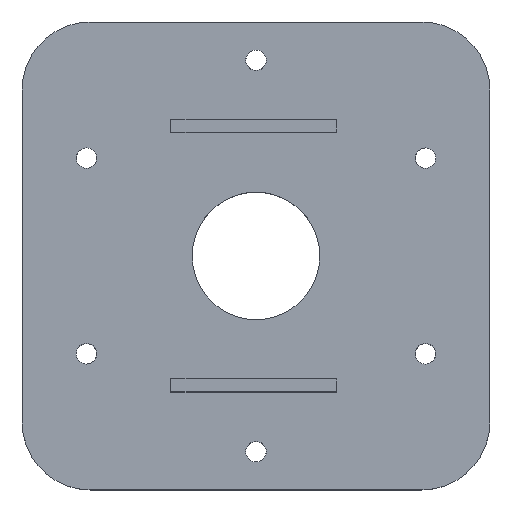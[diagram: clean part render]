
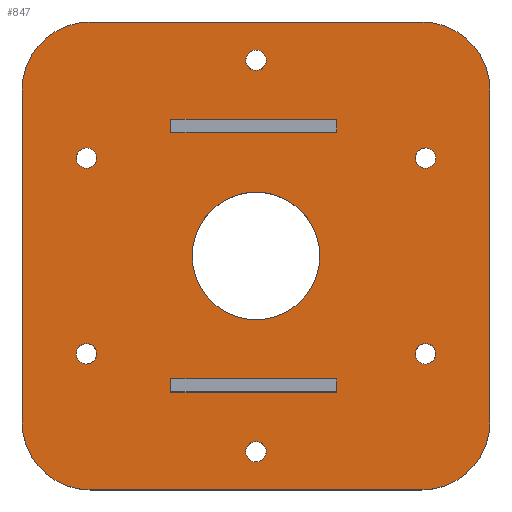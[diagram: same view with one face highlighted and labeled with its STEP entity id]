
A CAD part, top view. The second image highlights one B-rep face of the part: STEP entity #847.
In plain terms, the highlighted planar face has unit normal (0, 0, 1).
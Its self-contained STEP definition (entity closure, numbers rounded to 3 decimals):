
#16=FACE_BOUND('',#105,.T.);
#17=FACE_BOUND('',#106,.T.);
#18=FACE_BOUND('',#107,.T.);
#19=FACE_BOUND('',#108,.T.);
#20=FACE_BOUND('',#109,.T.);
#21=FACE_BOUND('',#110,.T.);
#22=FACE_BOUND('',#111,.T.);
#23=FACE_BOUND('',#112,.T.);
#24=FACE_BOUND('',#113,.T.);
#40=PLANE('',#929);
#61=FACE_OUTER_BOUND('',#104,.T.);
#104=EDGE_LOOP('',(#609,#610,#611,#612,#613,#614,#615,#616));
#105=EDGE_LOOP('',(#617));
#106=EDGE_LOOP('',(#618));
#107=EDGE_LOOP('',(#619));
#108=EDGE_LOOP('',(#620,#621,#622,#623));
#109=EDGE_LOOP('',(#624,#625,#626,#627));
#110=EDGE_LOOP('',(#628));
#111=EDGE_LOOP('',(#629));
#112=EDGE_LOOP('',(#630));
#113=EDGE_LOOP('',(#631));
#166=CIRCLE('',#901,1.2);
#191=CIRCLE('',#930,8.);
#192=CIRCLE('',#931,8.);
#193=CIRCLE('',#932,8.);
#194=CIRCLE('',#933,8.);
#195=CIRCLE('',#934,1.2);
#196=CIRCLE('',#935,1.2);
#197=CIRCLE('',#936,7.5);
#198=CIRCLE('',#937,1.2);
#199=CIRCLE('',#938,1.2);
#200=CIRCLE('',#939,1.2);
#234=LINE('',#1349,#300);
#235=LINE('',#1353,#301);
#236=LINE('',#1357,#302);
#237=LINE('',#1360,#303);
#238=LINE('',#1369,#304);
#239=LINE('',#1371,#305);
#240=LINE('',#1373,#306);
#241=LINE('',#1374,#307);
#242=LINE('',#1377,#308);
#243=LINE('',#1379,#309);
#244=LINE('',#1381,#310);
#245=LINE('',#1382,#311);
#300=VECTOR('',#1076,10.);
#301=VECTOR('',#1079,10.);
#302=VECTOR('',#1082,10.);
#303=VECTOR('',#1085,10.);
#304=VECTOR('',#1092,10.);
#305=VECTOR('',#1093,10.);
#306=VECTOR('',#1094,10.);
#307=VECTOR('',#1095,10.);
#308=VECTOR('',#1096,10.);
#309=VECTOR('',#1097,10.);
#310=VECTOR('',#1098,10.);
#311=VECTOR('',#1099,10.);
#360=VERTEX_POINT('',#1280);
#388=VERTEX_POINT('',#1345);
#389=VERTEX_POINT('',#1346);
#390=VERTEX_POINT('',#1348);
#391=VERTEX_POINT('',#1350);
#392=VERTEX_POINT('',#1352);
#393=VERTEX_POINT('',#1354);
#394=VERTEX_POINT('',#1356);
#395=VERTEX_POINT('',#1358);
#396=VERTEX_POINT('',#1361);
#397=VERTEX_POINT('',#1363);
#398=VERTEX_POINT('',#1365);
#399=VERTEX_POINT('',#1367);
#400=VERTEX_POINT('',#1368);
#401=VERTEX_POINT('',#1370);
#402=VERTEX_POINT('',#1372);
#403=VERTEX_POINT('',#1375);
#404=VERTEX_POINT('',#1376);
#405=VERTEX_POINT('',#1378);
#406=VERTEX_POINT('',#1380);
#407=VERTEX_POINT('',#1383);
#408=VERTEX_POINT('',#1385);
#409=VERTEX_POINT('',#1387);
#444=EDGE_CURVE('',#360,#360,#166,.T.);
#476=EDGE_CURVE('',#388,#389,#191,.T.);
#477=EDGE_CURVE('',#390,#388,#234,.T.);
#478=EDGE_CURVE('',#391,#390,#192,.T.);
#479=EDGE_CURVE('',#392,#391,#235,.T.);
#480=EDGE_CURVE('',#393,#392,#193,.T.);
#481=EDGE_CURVE('',#394,#393,#236,.T.);
#482=EDGE_CURVE('',#395,#394,#194,.T.);
#483=EDGE_CURVE('',#389,#395,#237,.T.);
#484=EDGE_CURVE('',#396,#396,#195,.T.);
#485=EDGE_CURVE('',#397,#397,#196,.T.);
#486=EDGE_CURVE('',#398,#398,#197,.T.);
#487=EDGE_CURVE('',#399,#400,#238,.T.);
#488=EDGE_CURVE('',#400,#401,#239,.T.);
#489=EDGE_CURVE('',#401,#402,#240,.T.);
#490=EDGE_CURVE('',#402,#399,#241,.T.);
#491=EDGE_CURVE('',#403,#404,#242,.T.);
#492=EDGE_CURVE('',#404,#405,#243,.T.);
#493=EDGE_CURVE('',#405,#406,#244,.T.);
#494=EDGE_CURVE('',#406,#403,#245,.T.);
#495=EDGE_CURVE('',#407,#407,#198,.T.);
#496=EDGE_CURVE('',#408,#408,#199,.T.);
#497=EDGE_CURVE('',#409,#409,#200,.T.);
#609=ORIENTED_EDGE('',*,*,#476,.F.);
#610=ORIENTED_EDGE('',*,*,#477,.F.);
#611=ORIENTED_EDGE('',*,*,#478,.F.);
#612=ORIENTED_EDGE('',*,*,#479,.F.);
#613=ORIENTED_EDGE('',*,*,#480,.F.);
#614=ORIENTED_EDGE('',*,*,#481,.F.);
#615=ORIENTED_EDGE('',*,*,#482,.F.);
#616=ORIENTED_EDGE('',*,*,#483,.F.);
#617=ORIENTED_EDGE('',*,*,#484,.F.);
#618=ORIENTED_EDGE('',*,*,#485,.F.);
#619=ORIENTED_EDGE('',*,*,#486,.T.);
#620=ORIENTED_EDGE('',*,*,#487,.T.);
#621=ORIENTED_EDGE('',*,*,#488,.T.);
#622=ORIENTED_EDGE('',*,*,#489,.T.);
#623=ORIENTED_EDGE('',*,*,#490,.T.);
#624=ORIENTED_EDGE('',*,*,#491,.T.);
#625=ORIENTED_EDGE('',*,*,#492,.T.);
#626=ORIENTED_EDGE('',*,*,#493,.T.);
#627=ORIENTED_EDGE('',*,*,#494,.T.);
#628=ORIENTED_EDGE('',*,*,#495,.T.);
#629=ORIENTED_EDGE('',*,*,#496,.F.);
#630=ORIENTED_EDGE('',*,*,#497,.F.);
#631=ORIENTED_EDGE('',*,*,#444,.F.);
#847=ADVANCED_FACE('',(#61,#16,#17,#18,#19,#20,#21,#22,#23,#24),#40,.F.);
#901=AXIS2_PLACEMENT_3D('',#1282,#1009,#1010);
#929=AXIS2_PLACEMENT_3D('',#1344,#1072,#1073);
#930=AXIS2_PLACEMENT_3D('',#1347,#1074,#1075);
#931=AXIS2_PLACEMENT_3D('',#1351,#1077,#1078);
#932=AXIS2_PLACEMENT_3D('',#1355,#1080,#1081);
#933=AXIS2_PLACEMENT_3D('',#1359,#1083,#1084);
#934=AXIS2_PLACEMENT_3D('',#1362,#1086,#1087);
#935=AXIS2_PLACEMENT_3D('',#1364,#1088,#1089);
#936=AXIS2_PLACEMENT_3D('',#1366,#1090,#1091);
#937=AXIS2_PLACEMENT_3D('',#1384,#1100,#1101);
#938=AXIS2_PLACEMENT_3D('',#1386,#1102,#1103);
#939=AXIS2_PLACEMENT_3D('',#1388,#1104,#1105);
#1009=DIRECTION('center_axis',(0.,0.,1.));
#1010=DIRECTION('ref_axis',(0.5,-0.866,0.));
#1072=DIRECTION('center_axis',(0.,0.,-1.));
#1073=DIRECTION('ref_axis',(1.,0.,0.));
#1074=DIRECTION('center_axis',(0.,0.,-1.));
#1075=DIRECTION('ref_axis',(1.,0.,0.));
#1076=DIRECTION('',(0.,-1.,0.));
#1077=DIRECTION('center_axis',(0.,0.,-1.));
#1078=DIRECTION('ref_axis',(0.,1.,0.));
#1079=DIRECTION('',(1.,0.,0.));
#1080=DIRECTION('center_axis',(0.,0.,-1.));
#1081=DIRECTION('ref_axis',(-1.,0.,0.));
#1082=DIRECTION('',(0.,1.,0.));
#1083=DIRECTION('center_axis',(0.,0.,-1.));
#1084=DIRECTION('ref_axis',(0.,-1.,0.));
#1085=DIRECTION('',(-1.,0.,0.));
#1086=DIRECTION('center_axis',(0.,0.,1.));
#1087=DIRECTION('ref_axis',(-0.5,-0.866,0.));
#1088=DIRECTION('center_axis',(0.,0.,1.));
#1089=DIRECTION('ref_axis',(-0.5,0.866,0.));
#1090=DIRECTION('center_axis',(0.,0.,-1.));
#1091=DIRECTION('ref_axis',(1.,0.,0.));
#1092=DIRECTION('',(1.,0.,0.));
#1093=DIRECTION('',(0.,-1.,0.));
#1094=DIRECTION('',(-1.,0.,0.));
#1095=DIRECTION('',(0.,1.,0.));
#1096=DIRECTION('',(1.,0.,0.));
#1097=DIRECTION('',(0.,-1.,0.));
#1098=DIRECTION('',(-1.,0.,0.));
#1099=DIRECTION('',(0.,1.,0.));
#1100=DIRECTION('center_axis',(0.,0.,-1.));
#1101=DIRECTION('ref_axis',(1.,0.,0.));
#1102=DIRECTION('center_axis',(0.,0.,1.));
#1103=DIRECTION('ref_axis',(0.5,0.866,0.));
#1104=DIRECTION('center_axis',(0.,0.,1.));
#1105=DIRECTION('ref_axis',(-1.,0.,0.));
#1280=CARTESIAN_POINT('',(-20.519,-10.461,0.));
#1282=CARTESIAN_POINT('Origin',(-19.919,-11.5,0.));
#1344=CARTESIAN_POINT('Origin',(0.,0.,
0.));
#1345=CARTESIAN_POINT('',(27.5,-19.5,0.));
#1346=CARTESIAN_POINT('',(19.5,-27.5,0.));
#1347=CARTESIAN_POINT('Origin',(19.5,-19.5,0.));
#1348=CARTESIAN_POINT('',(27.5,19.5,0.));
#1349=CARTESIAN_POINT('',(27.5,19.5,0.));
#1350=CARTESIAN_POINT('',(19.5,27.5,0.));
#1351=CARTESIAN_POINT('Origin',(19.5,19.5,0.));
#1352=CARTESIAN_POINT('',(-19.5,27.5,0.));
#1353=CARTESIAN_POINT('',(-19.5,27.5,0.));
#1354=CARTESIAN_POINT('',(-27.5,19.5,0.));
#1355=CARTESIAN_POINT('Origin',(-19.5,19.5,0.));
#1356=CARTESIAN_POINT('',(-27.5,-19.5,0.));
#1357=CARTESIAN_POINT('',(-27.5,-19.5,0.));
#1358=CARTESIAN_POINT('',(-19.5,-27.5,0.));
#1359=CARTESIAN_POINT('Origin',(-19.5,-19.5,0.));
#1360=CARTESIAN_POINT('',(19.5,-27.5,0.));
#1361=CARTESIAN_POINT('',(-19.319,12.539,0.));
#1362=CARTESIAN_POINT('Origin',(-19.919,11.5,0.));
#1363=CARTESIAN_POINT('',(20.519,10.461,0.));
#1364=CARTESIAN_POINT('Origin',(19.919,11.5,0.));
#1365=CARTESIAN_POINT('',(-7.5,0.,0.));
#1366=CARTESIAN_POINT('Origin',(0.,0.,0.));
#1367=CARTESIAN_POINT('',(-10.,16.,0.));
#1368=CARTESIAN_POINT('',(9.5,16.,0.));
#1369=CARTESIAN_POINT('',(4.75,16.,0.));
#1370=CARTESIAN_POINT('',(9.5,14.5,0.));
#1371=CARTESIAN_POINT('',(9.5,7.25,0.));
#1372=CARTESIAN_POINT('',(-10.,14.5,0.));
#1373=CARTESIAN_POINT('',(-5.,14.5,0.));
#1374=CARTESIAN_POINT('',(-10.,8.,0.));
#1375=CARTESIAN_POINT('',(-10.,-14.5,0.));
#1376=CARTESIAN_POINT('',(9.5,-14.5,0.));
#1377=CARTESIAN_POINT('',(4.75,-14.5,0.));
#1378=CARTESIAN_POINT('',(9.5,-16.,0.));
#1379=CARTESIAN_POINT('',(9.5,-8.,0.));
#1380=CARTESIAN_POINT('',(-10.,-16.,0.));
#1381=CARTESIAN_POINT('',(-5.,-16.,0.));
#1382=CARTESIAN_POINT('',(-10.,-7.25,0.));
#1383=CARTESIAN_POINT('',(-1.2,-23.,0.));
#1384=CARTESIAN_POINT('Origin',(0.,-23.,0.));
#1385=CARTESIAN_POINT('',(19.319,-12.539,0.));
#1386=CARTESIAN_POINT('Origin',(19.919,-11.5,0.));
#1387=CARTESIAN_POINT('',(1.2,23.,0.));
#1388=CARTESIAN_POINT('Origin',(0.,23.,0.));
